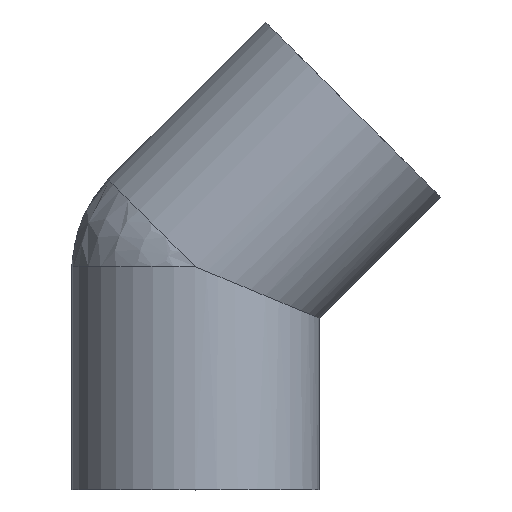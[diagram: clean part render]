
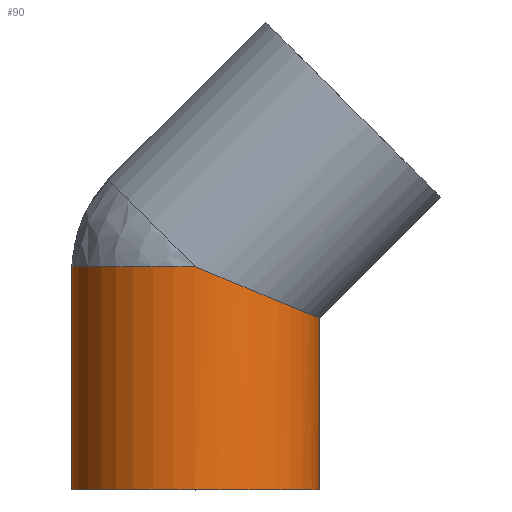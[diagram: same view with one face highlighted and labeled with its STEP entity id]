
A CAD part, top view. The second image highlights one B-rep face of the part: STEP entity #90.
In plain terms, the highlighted cylindrical face has radius 15 mm (diameter 30 mm), a partial arc.
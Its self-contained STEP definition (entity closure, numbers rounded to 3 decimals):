
#90 = ADVANCED_FACE( '', ( #127 ), #128, .T. );
#127 = FACE_OUTER_BOUND( '', #167, .T. );
#128 = CYLINDRICAL_SURFACE( '', #168, 15. );
#167 = EDGE_LOOP( '', ( #286, #287, #288, #289, #290 ) );
#168 = AXIS2_PLACEMENT_3D( '', #291, #292, #293 );
#286 = ORIENTED_EDGE( '', *, *, #308, .T. );
#287 = ORIENTED_EDGE( '', *, *, #345, .T. );
#288 = ORIENTED_EDGE( '', *, *, #346, .T. );
#289 = ORIENTED_EDGE( '', *, *, #310, .T. );
#290 = ORIENTED_EDGE( '', *, *, #347, .T. );
#291 = CARTESIAN_POINT( '', ( 0., -16., 0. ) );
#292 = DIRECTION( '', ( 0., -1., 0. ) );
#293 = DIRECTION( '', ( 1., 0., 0. ) );
#308 = EDGE_CURVE( '', #348, #349, #350, .T. );
#310 = EDGE_CURVE( '', #353, #351, #354, .T. );
#345 = EDGE_CURVE( '', #349, #409, #411, .T. );
#346 = EDGE_CURVE( '', #409, #353, #412, .T. );
#347 = EDGE_CURVE( '', #351, #348, #413, .T. );
#348 = VERTEX_POINT( '', #414 );
#349 = VERTEX_POINT( '', #415 );
#350 = LINE( '', #416, #417 );
#351 = VERTEX_POINT( '', #418 );
#353 = VERTEX_POINT( '', #420 );
#354 = LINE( '', #421, #422 );
#409 = VERTEX_POINT( '', #487 );
#411 = ELLIPSE( '', #489, 16.236, 15. );
#412 = CIRCLE( '', #490, 15. );
#413 = CIRCLE( '', #491, 15. );
#414 = CARTESIAN_POINT( '', ( 15., -16., 0. ) );
#415 = CARTESIAN_POINT( '', ( 15., 4.787, 0. ) );
#416 = CARTESIAN_POINT( '', ( 15., -16., 0. ) );
#417 = VECTOR( '', #492, 1. );
#418 = CARTESIAN_POINT( '', ( -15., -16., 0. ) );
#420 = CARTESIAN_POINT( '', ( -15., 11., 0. ) );
#421 = CARTESIAN_POINT( '', ( -15., -16., 0. ) );
#422 = VECTOR( '', #496, 1. );
#487 = CARTESIAN_POINT( '', ( 0., 11., 15. ) );
#489 = AXIS2_PLACEMENT_3D( '', #579, #580, #581 );
#490 = AXIS2_PLACEMENT_3D( '', #582, #583, #584 );
#491 = AXIS2_PLACEMENT_3D( '', #585, #586, #587 );
#492 = DIRECTION( '', ( 0., 1., 0. ) );
#496 = DIRECTION( '', ( 0., -1., 0. ) );
#579 = CARTESIAN_POINT( '', ( 0., 11., 0. ) );
#580 = DIRECTION( '', ( -0.383, -0.924, 0. ) );
#581 = DIRECTION( '', ( -0.924, 0.383, 0. ) );
#582 = CARTESIAN_POINT( '', ( 0., 11., 0. ) );
#583 = DIRECTION( '', ( 0., -1., 0. ) );
#584 = DIRECTION( '', ( 1., 0., 0. ) );
#585 = CARTESIAN_POINT( '', ( 0., -16., 0. ) );
#586 = DIRECTION( '', ( 0., 1., 0. ) );
#587 = DIRECTION( '', ( 1., 0., 0. ) );
